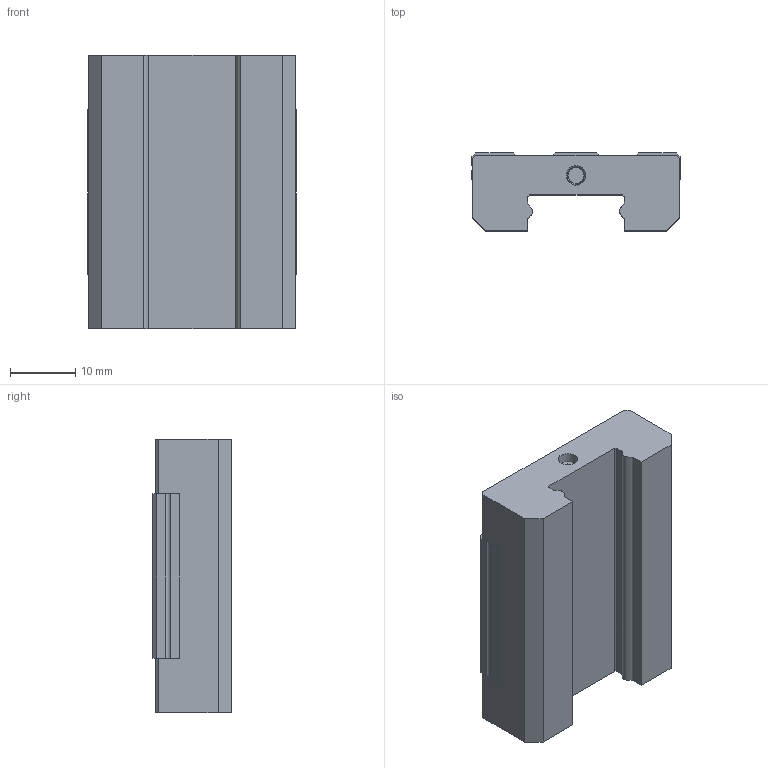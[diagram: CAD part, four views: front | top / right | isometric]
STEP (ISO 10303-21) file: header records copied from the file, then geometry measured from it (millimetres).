
FILE_DESCRIPTION(/* description */ (''),/* implementation_level */ '2;1');
FILE_NAME(/* name */ 'MB15SN.stp',/* time_stamp */ '2015-06-18T17:09:37+08:00',/* author */ ('carryzheng'),/* organization */ (''),/* preprocessor_version */ 'ST-DEVELOPER v15.6',/* originating_system */ 'Autodesk Inventor 2015',/* authorisation */ '');
FILE_SCHEMA (('AUTOMOTIVE_DESIGN { 1 0 10303 214 3 1 1 }'));
Length unit declared in the file: millimetre
Products named in the file (2): MBG15_預設; MB15SN
Assembly tree (1 placements, depth 2):
  MB15SN
    MBG15_預設
Bounding box: 32 x 12 x 42 mm (x, y, z)
Volume: 11965.2 mm3; surface area: 5076.7 mm2
Topology: 1 solids, 3 shells, 176 faces, 461 edges, 301 vertices
Faces by surface type: plane 89, cylinder 65, cone 14, bspline 8
Full cylindrical faces by diameter (mm): 2.5 x20, 3 x20
Entity records: 8570 total; most frequent: CARTESIAN_POINT 5185, ORIENTED_EDGE 676, DIRECTION 676, EDGE_CURVE 338, VERTEX_POINT 230, LINE 226, VECTOR 226, AXIS2_PLACEMENT_3D 225
